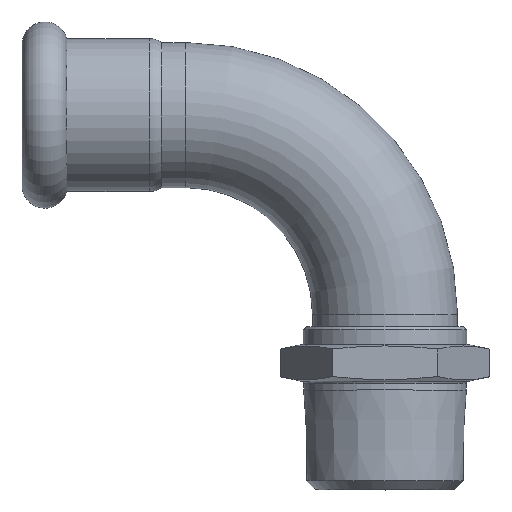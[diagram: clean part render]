
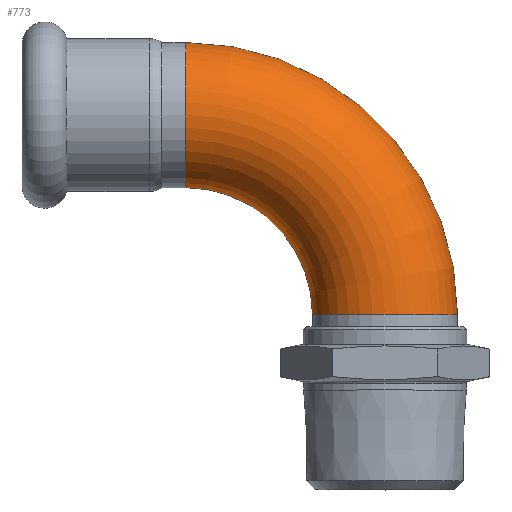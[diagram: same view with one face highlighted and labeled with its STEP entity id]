
A CAD part, top view. The second image highlights one B-rep face of the part: STEP entity #773.
In plain terms, the highlighted toroidal (fillet/blend) face has major radius 33 mm and minor radius 12 mm.
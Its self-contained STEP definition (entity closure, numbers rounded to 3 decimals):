
#144=FACE_OUTER_BOUND('',#188,.T.);
#188=EDGE_LOOP('',(#664,#665,#666,#667,#668,#669,#670));
#256=CIRCLE('',#891,12.);
#257=CIRCLE('',#892,12.);
#258=CIRCLE('',#894,21.);
#259=CIRCLE('',#895,12.);
#260=CIRCLE('',#896,12.);
#261=CIRCLE('',#897,12.);
#348=VERTEX_POINT('',#1414);
#349=VERTEX_POINT('',#1416);
#350=VERTEX_POINT('',#1420);
#351=VERTEX_POINT('',#1422);
#352=VERTEX_POINT('',#1424);
#461=EDGE_CURVE('',#348,#349,#256,.T.);
#462=EDGE_CURVE('',#349,#348,#257,.T.);
#463=EDGE_CURVE('',#349,#350,#258,.T.);
#464=EDGE_CURVE('',#351,#350,#259,.T.);
#465=EDGE_CURVE('',#352,#351,#260,.T.);
#466=EDGE_CURVE('',#350,#352,#261,.T.);
#664=ORIENTED_EDGE('',*,*,#461,.F.);
#665=ORIENTED_EDGE('',*,*,#462,.F.);
#666=ORIENTED_EDGE('',*,*,#463,.T.);
#667=ORIENTED_EDGE('',*,*,#464,.F.);
#668=ORIENTED_EDGE('',*,*,#465,.F.);
#669=ORIENTED_EDGE('',*,*,#466,.F.);
#670=ORIENTED_EDGE('',*,*,#463,.F.);
#739=TOROIDAL_SURFACE('',#893,33.,12.);
#773=ADVANCED_FACE('',(#144),#739,.T.);
#891=AXIS2_PLACEMENT_3D('',#1417,#1124,#1125);
#892=AXIS2_PLACEMENT_3D('',#1418,#1126,#1127);
#893=AXIS2_PLACEMENT_3D('',#1419,#1128,#1129);
#894=AXIS2_PLACEMENT_3D('',#1421,#1130,#1131);
#895=AXIS2_PLACEMENT_3D('',#1423,#1132,#1133);
#896=AXIS2_PLACEMENT_3D('',#1425,#1134,#1135);
#897=AXIS2_PLACEMENT_3D('',#1426,#1136,#1137);
#1124=DIRECTION('center_axis',(0.,-1.,0.));
#1125=DIRECTION('ref_axis',(0.,0.,-1.));
#1126=DIRECTION('center_axis',(0.,-1.,0.));
#1127=DIRECTION('ref_axis',(0.,0.,-1.));
#1128=DIRECTION('center_axis',(0.,0.,-1.));
#1129=DIRECTION('ref_axis',(1.,0.,0.));
#1130=DIRECTION('center_axis',(0.,0.,1.));
#1131=DIRECTION('ref_axis',(1.,0.,0.));
#1132=DIRECTION('center_axis',(-1.,0.,0.));
#1133=DIRECTION('ref_axis',(0.,-1.,0.));
#1134=DIRECTION('center_axis',(-1.,0.,0.));
#1135=DIRECTION('ref_axis',(0.,-1.,0.));
#1136=DIRECTION('center_axis',(-1.,0.,0.));
#1137=DIRECTION('ref_axis',(0.,-1.,0.));
#1414=CARTESIAN_POINT('',(0.,-33.,12.));
#1416=CARTESIAN_POINT('',(-12.,-33.,0.));
#1417=CARTESIAN_POINT('Origin',(0.,-33.,0.));
#1418=CARTESIAN_POINT('Origin',(0.,-33.,0.));
#1419=CARTESIAN_POINT('Origin',(-33.,-33.,0.));
#1420=CARTESIAN_POINT('',(-33.,-12.,0.));
#1421=CARTESIAN_POINT('Origin',(-33.,-33.,0.));
#1422=CARTESIAN_POINT('',(-33.,12.,0.));
#1423=CARTESIAN_POINT('Origin',(-33.,0.,0.));
#1424=CARTESIAN_POINT('',(-33.,0.,12.));
#1425=CARTESIAN_POINT('Origin',(-33.,0.,0.));
#1426=CARTESIAN_POINT('Origin',(-33.,0.,0.));
